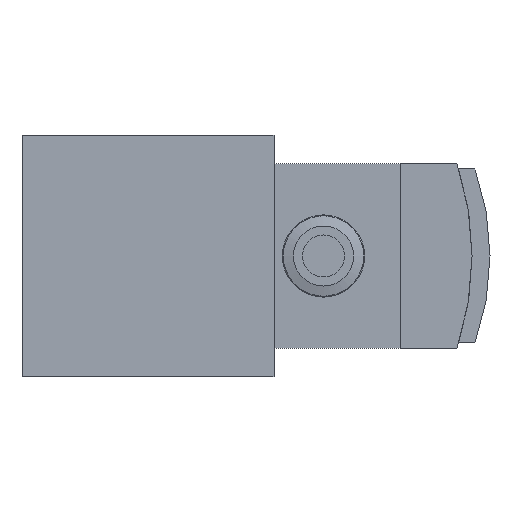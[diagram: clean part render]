
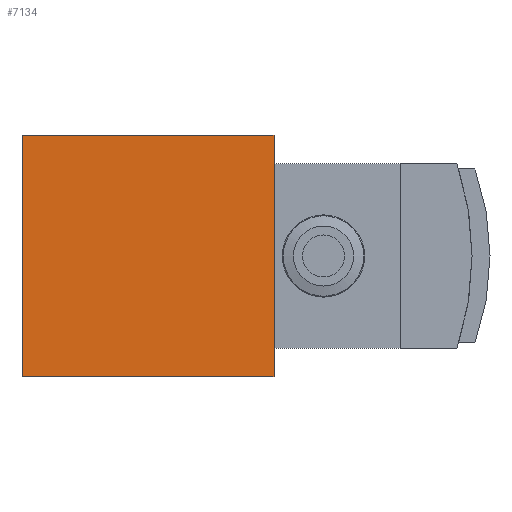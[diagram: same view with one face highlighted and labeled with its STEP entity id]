
A CAD part, front view. The second image highlights one B-rep face of the part: STEP entity #7134.
In plain terms, the highlighted planar face has unit normal (0, -1, 0).
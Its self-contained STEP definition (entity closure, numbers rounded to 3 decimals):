
#125=PLANE('',#7508);
#320=LINE('',#9383,#919);
#426=LINE('',#9605,#1025);
#441=LINE('',#9643,#1040);
#501=LINE('',#9804,#1100);
#919=VECTOR('',#7855,1000.);
#1025=VECTOR('',#8027,1000.);
#1040=VECTOR('',#8056,1000.);
#1100=VECTOR('',#8176,1000.);
#2065=ORIENTED_EDGE('',*,*,#3044,.F.);
#2066=ORIENTED_EDGE('',*,*,#3158,.F.);
#2067=ORIENTED_EDGE('',*,*,#3257,.F.);
#2068=ORIENTED_EDGE('',*,*,#3178,.F.);
#3044=EDGE_CURVE('',#3791,#3792,#320,.T.);
#3158=EDGE_CURVE('',#3874,#3791,#426,.T.);
#3178=EDGE_CURVE('',#3792,#3891,#441,.T.);
#3257=EDGE_CURVE('',#3891,#3874,#501,.T.);
#3791=VERTEX_POINT('',#9382);
#3792=VERTEX_POINT('',#9384);
#3874=VERTEX_POINT('',#9604);
#3891=VERTEX_POINT('',#9644);
#4466=EDGE_LOOP('',(#2065,#2066,#2067,#2068));
#4803=FACE_BOUND('',#4466,.T.);
#7134=ADVANCED_FACE('',(#4803),#125,.F.);
#7508=AXIS2_PLACEMENT_3D('',#10128,#8425,#8426);
#7855=DIRECTION('',(0.,0.,1.));
#8027=DIRECTION('',(-1.,0.,0.));
#8056=DIRECTION('',(1.,0.,0.));
#8176=DIRECTION('',(0.,0.,-1.));
#8425=DIRECTION('',(0.,1.,0.));
#8426=DIRECTION('',(0.,0.,1.));
#9382=CARTESIAN_POINT('',(-21.,-31.5,-20.1));
#9383=CARTESIAN_POINT('',(-21.,-31.5,-20.1));
#9384=CARTESIAN_POINT('',(-21.,-31.5,20.1));
#9604=CARTESIAN_POINT('',(21.,-31.5,-20.1));
#9605=CARTESIAN_POINT('',(21.,-31.5,-20.1));
#9643=CARTESIAN_POINT('',(-21.,-31.5,20.1));
#9644=CARTESIAN_POINT('',(21.,-31.5,20.1));
#9804=CARTESIAN_POINT('',(21.,-31.5,20.1));
#10128=CARTESIAN_POINT('',(0.,-31.5,0.));
